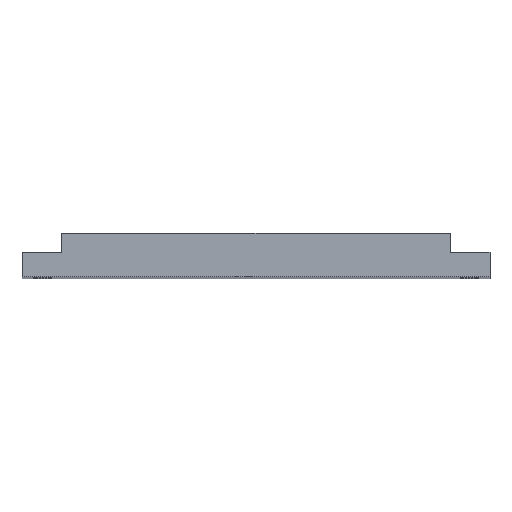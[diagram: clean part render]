
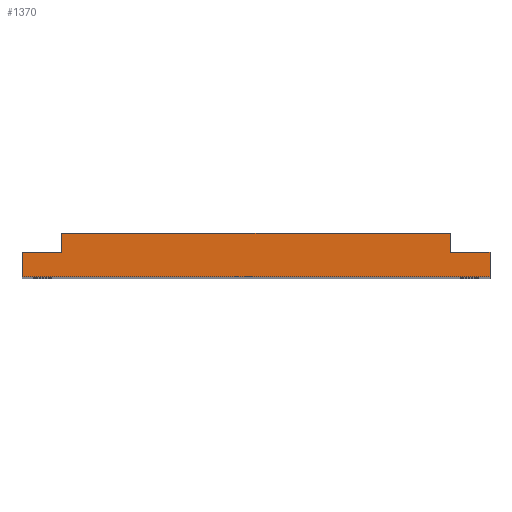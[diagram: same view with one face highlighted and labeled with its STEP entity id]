
A CAD part, top view. The second image highlights one B-rep face of the part: STEP entity #1370.
In plain terms, the highlighted planar face has unit normal (0, 0, 1).
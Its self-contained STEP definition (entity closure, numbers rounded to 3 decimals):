
#127 = VECTOR ( 'NONE', #1548, 1000. ) ;
#133 = ORIENTED_EDGE ( 'NONE', *, *, #1173, .F. ) ;
#154 = VERTEX_POINT ( 'NONE', #1760 ) ;
#165 = CARTESIAN_POINT ( 'NONE',  ( 105.2, 6., 250. ) ) ;
#177 = AXIS2_PLACEMENT_3D ( 'NONE', #291, #1433, #585 ) ;
#193 = CARTESIAN_POINT ( 'NONE',  ( 9.8, 6., 250. ) ) ;
#208 = EDGE_CURVE ( 'NONE', #154, #1462, #470, .T. ) ;
#229 = VERTEX_POINT ( 'NONE', #193 ) ;
#260 = LINE ( 'NONE', #1391, #944 ) ;
#275 = VECTOR ( 'NONE', #1566, 1000. ) ;
#280 = FACE_OUTER_BOUND ( 'NONE', #1630, .T. ) ;
#281 = CARTESIAN_POINT ( 'NONE',  ( 105.2, 6., 250. ) ) ;
#291 = CARTESIAN_POINT ( 'NONE',  ( 0., 0., 250. ) ) ;
#294 = CARTESIAN_POINT ( 'NONE',  ( 0., 0., 250. ) ) ;
#375 = VERTEX_POINT ( 'NONE', #1667 ) ;
#412 = LINE ( 'NONE', #844, #275 ) ;
#470 = LINE ( 'NONE', #281, #1054 ) ;
#477 = VECTOR ( 'NONE', #1455, 1000. ) ;
#491 = CARTESIAN_POINT ( 'NONE',  ( 9.8, 6., 250. ) ) ;
#501 = CARTESIAN_POINT ( 'NONE',  ( 0., 6., 250. ) ) ;
#540 = EDGE_CURVE ( 'NONE', #929, #375, #1142, .T. ) ;
#579 = LINE ( 'NONE', #165, #1291 ) ;
#585 = DIRECTION ( 'NONE',  ( -1., 0., 0. ) ) ;
#607 = DIRECTION ( 'NONE',  ( 0., 1., 0. ) ) ;
#658 = DIRECTION ( 'NONE',  ( 0., 1., 0. ) ) ;
#687 = VERTEX_POINT ( 'NONE', #294 ) ;
#759 = VERTEX_POINT ( 'NONE', #1538 ) ;
#773 = EDGE_CURVE ( 'NONE', #229, #929, #1085, .T. ) ;
#844 = CARTESIAN_POINT ( 'NONE',  ( 0., 0., 250. ) ) ;
#854 = DIRECTION ( 'NONE',  ( 1., 0., 0. ) ) ;
#914 = ORIENTED_EDGE ( 'NONE', *, *, #540, .F. ) ;
#924 = VERTEX_POINT ( 'NONE', #990 ) ;
#929 = VERTEX_POINT ( 'NONE', #1567 ) ;
#944 = VECTOR ( 'NONE', #658, 1000. ) ;
#963 = ORIENTED_EDGE ( 'NONE', *, *, #208, .F. ) ;
#990 = CARTESIAN_POINT ( 'NONE',  ( 115., 0., 250. ) ) ;
#1038 = LINE ( 'NONE', #1758, #477 ) ;
#1054 = VECTOR ( 'NONE', #854, 1000. ) ;
#1064 = EDGE_CURVE ( 'NONE', #154, #375, #579, .T. ) ;
#1085 = LINE ( 'NONE', #491, #127 ) ;
#1130 = CARTESIAN_POINT ( 'NONE',  ( 9.8, 10.7, 250. ) ) ;
#1142 = LINE ( 'NONE', #1130, #1860 ) ;
#1162 = PLANE ( 'NONE',  #177 ) ;
#1173 = EDGE_CURVE ( 'NONE', #759, #229, #1821, .T. ) ;
#1183 = EDGE_CURVE ( 'NONE', #687, #924, #412, .T. ) ;
#1206 = ORIENTED_EDGE ( 'NONE', *, *, #1183, .T. ) ;
#1291 = VECTOR ( 'NONE', #607, 1000. ) ;
#1370 = ADVANCED_FACE ( 'NONE', ( #280 ), #1162, .F. ) ;
#1391 = CARTESIAN_POINT ( 'NONE',  ( 115., 0., 250. ) ) ;
#1420 = EDGE_CURVE ( 'NONE', #924, #1462, #260, .T. ) ;
#1433 = DIRECTION ( 'NONE',  ( 0., 0., -1. ) ) ;
#1455 = DIRECTION ( 'NONE',  ( 0., 1., 0. ) ) ;
#1462 = VERTEX_POINT ( 'NONE', #1729 ) ;
#1538 = CARTESIAN_POINT ( 'NONE',  ( 0., 6., 250. ) ) ;
#1548 = DIRECTION ( 'NONE',  ( 0., 1., 0. ) ) ;
#1561 = VECTOR ( 'NONE', #1673, 1000. ) ;
#1566 = DIRECTION ( 'NONE',  ( 1., 0., 0. ) ) ;
#1567 = CARTESIAN_POINT ( 'NONE',  ( 9.8, 10.7, 250. ) ) ;
#1630 = EDGE_LOOP ( 'NONE', ( #1862, #914, #1906, #133, #1740, #1206, #1724, #963 ) ) ;
#1667 = CARTESIAN_POINT ( 'NONE',  ( 105.2, 10.7, 250. ) ) ;
#1673 = DIRECTION ( 'NONE',  ( 1., 0., 0. ) ) ;
#1704 = EDGE_CURVE ( 'NONE', #687, #759, #1038, .T. ) ;
#1707 = DIRECTION ( 'NONE',  ( 1., 0., 0. ) ) ;
#1724 = ORIENTED_EDGE ( 'NONE', *, *, #1420, .T. ) ;
#1729 = CARTESIAN_POINT ( 'NONE',  ( 115., 6., 250. ) ) ;
#1740 = ORIENTED_EDGE ( 'NONE', *, *, #1704, .F. ) ;
#1758 = CARTESIAN_POINT ( 'NONE',  ( 0., 0., 250. ) ) ;
#1760 = CARTESIAN_POINT ( 'NONE',  ( 105.2, 6., 250. ) ) ;
#1821 = LINE ( 'NONE', #501, #1561 ) ;
#1860 = VECTOR ( 'NONE', #1707, 1000. ) ;
#1862 = ORIENTED_EDGE ( 'NONE', *, *, #1064, .T. ) ;
#1906 = ORIENTED_EDGE ( 'NONE', *, *, #773, .F. ) ;
